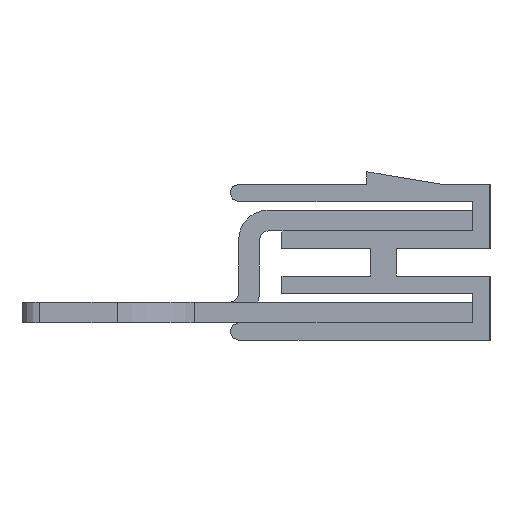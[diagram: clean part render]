
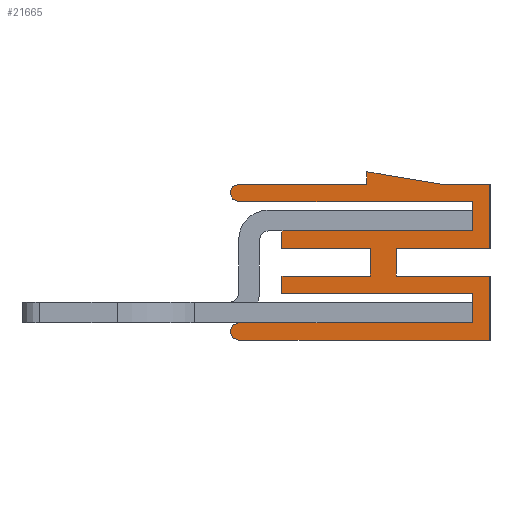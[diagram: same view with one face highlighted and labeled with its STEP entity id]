
A CAD part, left-side view. The second image highlights one B-rep face of the part: STEP entity #21665.
In plain terms, the highlighted planar face has unit normal (-1, 0, 0).
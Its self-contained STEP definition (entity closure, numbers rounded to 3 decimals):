
#18=CARTESIAN_POINT('',(-500.,7.6,3.197));
#19=DIRECTION('',(1.,0.,0.));
#20=DIRECTION('',(0.,0.,-1.));
#21=AXIS2_PLACEMENT_3D('',#18,#19,#20);
#23=DIRECTION('',(0.,-0.986,-0.164));
#24=VECTOR('',#23,4.362);
#25=CARTESIAN_POINT('',(-500.,0.2,4.414));
#26=LINE('',#25,#24);
#27=CARTESIAN_POINT('',(-500.,7.6,-4.8));
#28=DIRECTION('',(1.,0.,0.));
#29=DIRECTION('',(0.,0.,-1.));
#30=AXIS2_PLACEMENT_3D('',#27,#28,#29);
#612=DIRECTION('',(0.,1.,0.));
#613=VECTOR('',#612,13.5);
#614=CARTESIAN_POINT('',(-500.,-5.9,-4.3));
#615=LINE('',#614,#613);
#636=DIRECTION('',(0.,0.,-1.));
#637=VECTOR('',#636,1.7);
#638=CARTESIAN_POINT('',(-500.,-5.9,-2.6));
#639=LINE('',#638,#637);
#3042=DIRECTION('',(0.,-1.,0.));
#3043=VECTOR('',#3042,7.6);
#3044=CARTESIAN_POINT('',(-500.,7.6,-5.3));
#3045=LINE('',#3044,#3043);
#3050=DIRECTION('',(0.,-1.,0.));
#3051=VECTOR('',#3050,6.9);
#3052=CARTESIAN_POINT('',(-500.,0.,-5.3));
#3053=LINE('',#3052,#3051);
#3058=DIRECTION('',(0.,0.,1.));
#3059=VECTOR('',#3058,3.7);
#3060=CARTESIAN_POINT('',(-500.,-6.9,-5.3));
#3061=LINE('',#3060,#3059);
#3066=DIRECTION('',(0.,1.,0.));
#3067=VECTOR('',#3066,5.4);
#3068=CARTESIAN_POINT('',(-500.,-6.9,-1.6));
#3069=LINE('',#3068,#3067);
#3074=DIRECTION('',(0.,0.,1.));
#3075=VECTOR('',#3074,1.6);
#3076=CARTESIAN_POINT('',(-500.,-1.5,-1.6));
#3077=LINE('',#3076,#3075);
#3082=DIRECTION('',(0.,-1.,0.));
#3083=VECTOR('',#3082,5.4);
#3084=CARTESIAN_POINT('',(-500.,-1.5,0.));
#3085=LINE('',#3084,#3083);
#3090=DIRECTION('',(0.,0.,1.));
#3091=VECTOR('',#3090,3.697);
#3092=CARTESIAN_POINT('',(-500.,-6.9,0.));
#3093=LINE('',#3092,#3091);
#3098=DIRECTION('',(0.,1.,0.));
#3099=VECTOR('',#3098,2.797);
#3100=CARTESIAN_POINT('',(-500.,-6.9,3.697));
#3101=LINE('',#3100,#3099);
#3110=DIRECTION('',(0.,0.,-1.));
#3111=VECTOR('',#3110,0.717);
#3112=CARTESIAN_POINT('',(-500.,0.2,4.414));
#3113=LINE('',#3112,#3111);
#3118=DIRECTION('',(0.,1.,0.));
#3119=VECTOR('',#3118,7.4);
#3120=CARTESIAN_POINT('',(-500.,0.2,3.697));
#3121=LINE('',#3120,#3119);
#3130=DIRECTION('',(0.,-1.,0.));
#3131=VECTOR('',#3130,13.5);
#3132=CARTESIAN_POINT('',(-500.,7.6,2.697));
#3133=LINE('',#3132,#3131);
#3154=DIRECTION('',(0.,0.,-1.));
#3155=VECTOR('',#3154,1.697);
#3156=CARTESIAN_POINT('',(-500.,-5.9,2.697));
#3157=LINE('',#3156,#3155);
#3216=DIRECTION('',(0.,1.,0.));
#3217=VECTOR('',#3216,11.);
#3218=CARTESIAN_POINT('',(-500.,-5.9,1.));
#3219=LINE('',#3218,#3217);
#3894=DIRECTION('',(0.,0.,-1.));
#3895=VECTOR('',#3894,1.);
#3896=CARTESIAN_POINT('',(-500.,5.1,1.));
#3897=LINE('',#3896,#3895);
#4110=DIRECTION('',(0.,-1.,0.));
#4111=VECTOR('',#4110,5.1);
#4112=CARTESIAN_POINT('',(-500.,5.1,0.));
#4113=LINE('',#4112,#4111);
#4118=DIRECTION('',(0.,0.,-1.));
#4119=VECTOR('',#4118,1.6);
#4120=CARTESIAN_POINT('',(-500.,0.,0.));
#4121=LINE('',#4120,#4119);
#4126=DIRECTION('',(0.,1.,0.));
#4127=VECTOR('',#4126,5.1);
#4128=CARTESIAN_POINT('',(-500.,0.,-1.6));
#4129=LINE('',#4128,#4127);
#4134=DIRECTION('',(0.,0.,-1.));
#4135=VECTOR('',#4134,1.);
#4136=CARTESIAN_POINT('',(-500.,5.1,-1.6));
#4137=LINE('',#4136,#4135);
#4142=DIRECTION('',(0.,-1.,0.));
#4143=VECTOR('',#4142,11.);
#4144=CARTESIAN_POINT('',(-500.,5.1,-2.6));
#4145=LINE('',#4144,#4143);
#16562=CARTESIAN_POINT('',(-500.,-5.9,-4.3));
#16563=CARTESIAN_POINT('',(-500.,7.6,-4.3));
#16564=VERTEX_POINT('',#16562);
#16565=VERTEX_POINT('',#16563);
#16566=CARTESIAN_POINT('',(-500.,-5.9,-2.6));
#16567=VERTEX_POINT('',#16566);
#16568=CARTESIAN_POINT('',(-500.,5.1,-2.6));
#16569=VERTEX_POINT('',#16568);
#16570=CARTESIAN_POINT('',(-500.,5.1,-1.6));
#16571=VERTEX_POINT('',#16570);
#16572=CARTESIAN_POINT('',(-500.,0.,-1.6));
#16573=VERTEX_POINT('',#16572);
#16574=CARTESIAN_POINT('',(-500.,0.,0.));
#16575=VERTEX_POINT('',#16574);
#16576=CARTESIAN_POINT('',(-500.,5.1,0.));
#16577=VERTEX_POINT('',#16576);
#16578=CARTESIAN_POINT('',(-500.,5.1,1.));
#16579=VERTEX_POINT('',#16578);
#16580=CARTESIAN_POINT('',(-500.,-5.9,1.));
#16581=VERTEX_POINT('',#16580);
#16582=CARTESIAN_POINT('',(-500.,-5.9,2.697));
#16583=VERTEX_POINT('',#16582);
#16584=CARTESIAN_POINT('',(-500.,7.6,2.697));
#16585=VERTEX_POINT('',#16584);
#16586=CARTESIAN_POINT('',(-500.,7.6,3.697));
#16587=VERTEX_POINT('',#16586);
#16588=CARTESIAN_POINT('',(-500.,0.2,3.697));
#16589=VERTEX_POINT('',#16588);
#16590=CARTESIAN_POINT('',(-500.,0.2,4.414));
#16591=VERTEX_POINT('',#16590);
#16592=CARTESIAN_POINT('',(-500.,-4.103,3.697));
#16593=VERTEX_POINT('',#16592);
#16594=CARTESIAN_POINT('',(-500.,-6.9,3.697));
#16595=VERTEX_POINT('',#16594);
#16596=CARTESIAN_POINT('',(-500.,-6.9,0.));
#16597=VERTEX_POINT('',#16596);
#16598=CARTESIAN_POINT('',(-500.,-1.5,0.));
#16599=VERTEX_POINT('',#16598);
#16600=CARTESIAN_POINT('',(-500.,-1.5,-1.6));
#16601=VERTEX_POINT('',#16600);
#16602=CARTESIAN_POINT('',(-500.,-6.9,-1.6));
#16603=VERTEX_POINT('',#16602);
#16604=CARTESIAN_POINT('',(-500.,-6.9,-5.3));
#16605=VERTEX_POINT('',#16604);
#16606=CARTESIAN_POINT('',(-500.,0.,-5.3));
#16607=VERTEX_POINT('',#16606);
#16608=CARTESIAN_POINT('',(-500.,7.6,-5.3));
#16609=VERTEX_POINT('',#16608);
#21610=CARTESIAN_POINT('',(-500.,0.603,-0.443));
#21611=DIRECTION('',(1.,0.,0.));
#21612=DIRECTION('',(0.,0.,-1.));
#21613=AXIS2_PLACEMENT_3D('',#21610,#21611,#21612);
#21614=PLANE('',#21613);
#21616=ORIENTED_EDGE('',*,*,#21615,.F.);
#21618=ORIENTED_EDGE('',*,*,#21617,.F.);
#21620=ORIENTED_EDGE('',*,*,#21619,.F.);
#21622=ORIENTED_EDGE('',*,*,#21621,.F.);
#21624=ORIENTED_EDGE('',*,*,#21623,.F.);
#21626=ORIENTED_EDGE('',*,*,#21625,.F.);
#21628=ORIENTED_EDGE('',*,*,#21627,.F.);
#21630=ORIENTED_EDGE('',*,*,#21629,.F.);
#21632=ORIENTED_EDGE('',*,*,#21631,.F.);
#21634=ORIENTED_EDGE('',*,*,#21633,.F.);
#21636=ORIENTED_EDGE('',*,*,#21635,.F.);
#21638=ORIENTED_EDGE('',*,*,#21637,.T.);
#21640=ORIENTED_EDGE('',*,*,#21639,.F.);
#21642=ORIENTED_EDGE('',*,*,#21641,.F.);
#21644=ORIENTED_EDGE('',*,*,#21643,.T.);
#21646=ORIENTED_EDGE('',*,*,#21645,.F.);
#21648=ORIENTED_EDGE('',*,*,#21647,.F.);
#21650=ORIENTED_EDGE('',*,*,#21649,.F.);
#21652=ORIENTED_EDGE('',*,*,#21651,.F.);
#21654=ORIENTED_EDGE('',*,*,#21653,.F.);
#21656=ORIENTED_EDGE('',*,*,#21655,.F.);
#21658=ORIENTED_EDGE('',*,*,#21657,.F.);
#21660=ORIENTED_EDGE('',*,*,#21659,.F.);
#21662=ORIENTED_EDGE('',*,*,#21661,.T.);
#21663=EDGE_LOOP('',(#21616,#21618,#21620,#21622,#21624,#21626,#21628,#21630,
#21632,#21634,#21636,#21638,#21640,#21642,#21644,#21646,#21648,#21650,#21652,
#21654,#21656,#21658,#21660,#21662));
#21664=FACE_OUTER_BOUND('',#21663,.F.);
#22=CIRCLE('',#21,0.5);
#31=CIRCLE('',#30,0.5);
#21615=EDGE_CURVE('',#16564,#16565,#615,.T.);
#21617=EDGE_CURVE('',#16567,#16564,#639,.T.);
#21619=EDGE_CURVE('',#16569,#16567,#4145,.T.);
#21621=EDGE_CURVE('',#16571,#16569,#4137,.T.);
#21623=EDGE_CURVE('',#16573,#16571,#4129,.T.);
#21625=EDGE_CURVE('',#16575,#16573,#4121,.T.);
#21627=EDGE_CURVE('',#16577,#16575,#4113,.T.);
#21629=EDGE_CURVE('',#16579,#16577,#3897,.T.);
#21631=EDGE_CURVE('',#16581,#16579,#3219,.T.);
#21633=EDGE_CURVE('',#16583,#16581,#3157,.T.);
#21635=EDGE_CURVE('',#16585,#16583,#3133,.T.);
#21637=EDGE_CURVE('',#16585,#16587,#22,.T.);
#21639=EDGE_CURVE('',#16589,#16587,#3121,.T.);
#21641=EDGE_CURVE('',#16591,#16589,#3113,.T.);
#21643=EDGE_CURVE('',#16591,#16593,#26,.T.);
#21645=EDGE_CURVE('',#16595,#16593,#3101,.T.);
#21647=EDGE_CURVE('',#16597,#16595,#3093,.T.);
#21649=EDGE_CURVE('',#16599,#16597,#3085,.T.);
#21651=EDGE_CURVE('',#16601,#16599,#3077,.T.);
#21653=EDGE_CURVE('',#16603,#16601,#3069,.T.);
#21655=EDGE_CURVE('',#16605,#16603,#3061,.T.);
#21657=EDGE_CURVE('',#16607,#16605,#3053,.T.);
#21659=EDGE_CURVE('',#16609,#16607,#3045,.T.);
#21661=EDGE_CURVE('',#16609,#16565,#31,.T.);
#21665=ADVANCED_FACE('',(#21664),#21614,.F.);
